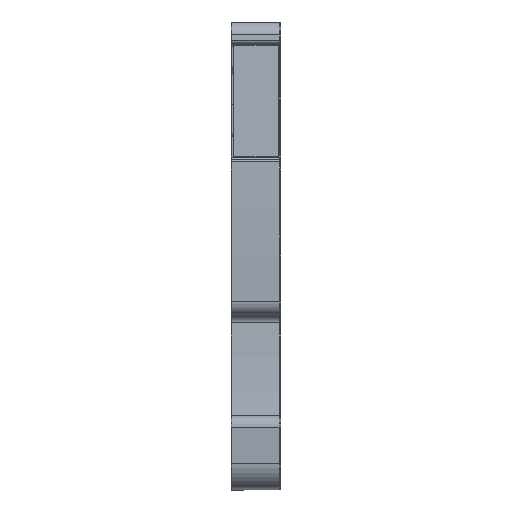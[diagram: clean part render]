
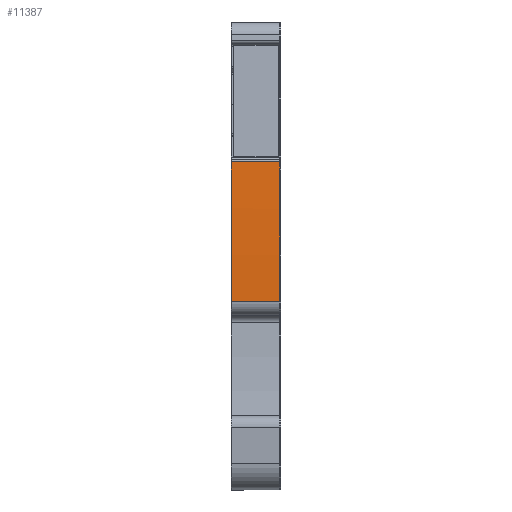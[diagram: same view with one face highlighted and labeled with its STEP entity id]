
A CAD part, front view. The second image highlights one B-rep face of the part: STEP entity #11387.
In plain terms, the highlighted cylindrical face has radius 122.182 mm (diameter 244.364 mm), a partial arc.
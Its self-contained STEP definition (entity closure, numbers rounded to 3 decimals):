
#11352=AXIS2_PLACEMENT_3D('Cylinder Axis2P3D',#11349,#11350,#11351) ;
#11365=AXIS2_PLACEMENT_3D('Circle Axis2P3D',#11363,#11364,$) ;
#11372=AXIS2_PLACEMENT_3D('Circle Axis2P3D',#11370,#11371,$) ;
#11377=AXIS2_PLACEMENT_3D('Circle Axis2P3D',#11375,#11376,$) ;
#11323=CARTESIAN_POINT('Line Origine',(1.75,1.529,13.42)) ;
#11327=CARTESIAN_POINT('Vertex',(0.,1.529,13.42)) ;
#11329=CARTESIAN_POINT('Vertex',(3.45,1.529,13.42)) ;
#11349=CARTESIAN_POINT('Axis2P3D Location',(1.75,123.656,17.106)) ;
#11354=CARTESIAN_POINT('Line Origine',(1.75,1.636,23.414)) ;
#11358=CARTESIAN_POINT('Vertex',(3.45,1.636,23.414)) ;
#11360=CARTESIAN_POINT('Vertex',(0.,1.636,23.414)) ;
#11363=CARTESIAN_POINT('Axis2P3D Location',(0.,123.656,17.106)) ;
#11367=CARTESIAN_POINT('Vertex',(0.,1.528,13.45)) ;
#11370=CARTESIAN_POINT('Axis2P3D Location',(0.,123.656,17.106)) ;
#11375=CARTESIAN_POINT('Axis2P3D Location',(3.45,123.656,17.106)) ;
#11324=DIRECTION('Vector Direction',(1.,0.,0.)) ;
#11350=DIRECTION('Axis2P3D Direction',(1.,0.,0.)) ;
#11351=DIRECTION('Axis2P3D XDirection',(0.,-0.992,0.126)) ;
#11355=DIRECTION('Vector Direction',(1.,0.,0.)) ;
#11364=DIRECTION('Axis2P3D Direction',(1.,0.,0.)) ;
#11371=DIRECTION('Axis2P3D Direction',(1.,0.,0.)) ;
#11376=DIRECTION('Axis2P3D Direction',(1.,0.,0.)) ;
#11325=VECTOR('Line Direction',#11324,1.) ;
#11356=VECTOR('Line Direction',#11355,1.) ;
#11381=ORIENTED_EDGE('',*,*,#11362,.T.) ;
#11382=ORIENTED_EDGE('',*,*,#11369,.T.) ;
#11383=ORIENTED_EDGE('',*,*,#11374,.T.) ;
#11384=ORIENTED_EDGE('',*,*,#11331,.T.) ;
#11385=ORIENTED_EDGE('',*,*,#11379,.F.) ;
#11387=ADVANCED_FACE('MLD_1',(#11386),#11353,.T.) ;
#11366=CIRCLE('generated circle',#11365,122.182) ;
#11373=CIRCLE('generated circle',#11372,122.182) ;
#11378=CIRCLE('generated circle',#11377,122.182) ;
#11353=CYLINDRICAL_SURFACE('generated cylinder',#11352,122.182) ;
#11331=EDGE_CURVE('',#11328,#11330,#11326,.T.) ;
#11362=EDGE_CURVE('',#11359,#11361,#11357,.F.) ;
#11369=EDGE_CURVE('',#11361,#11368,#11366,.T.) ;
#11374=EDGE_CURVE('',#11368,#11328,#11373,.T.) ;
#11379=EDGE_CURVE('',#11359,#11330,#11378,.T.) ;
#11380=EDGE_LOOP('',(#11381,#11382,#11383,#11384,#11385)) ;
#11386=FACE_OUTER_BOUND('',#11380,.T.) ;
#11326=LINE('Line',#11323,#11325) ;
#11357=LINE('Line',#11354,#11356) ;
#11328=VERTEX_POINT('',#11327) ;
#11330=VERTEX_POINT('',#11329) ;
#11359=VERTEX_POINT('',#11358) ;
#11361=VERTEX_POINT('',#11360) ;
#11368=VERTEX_POINT('',#11367) ;
